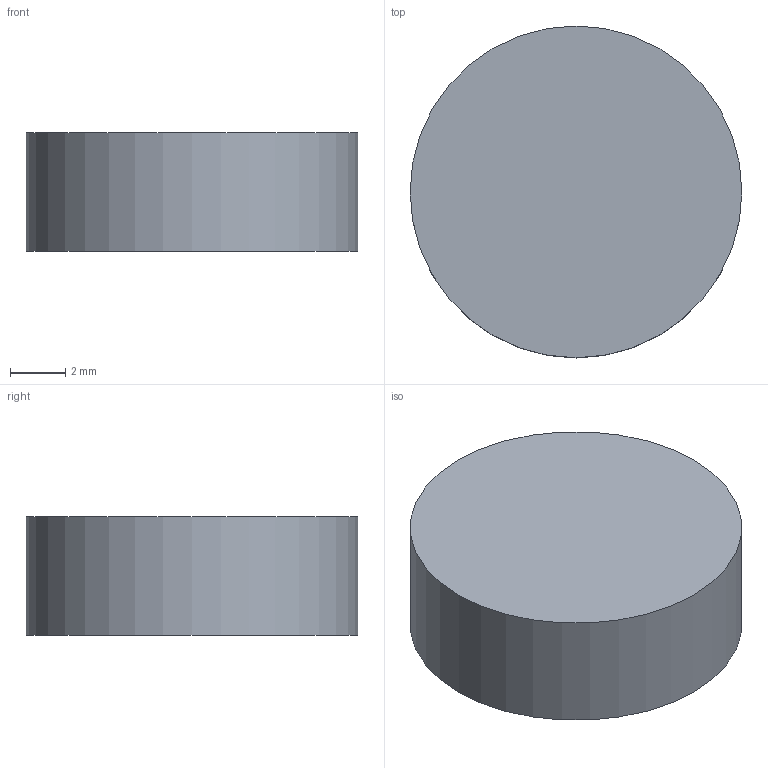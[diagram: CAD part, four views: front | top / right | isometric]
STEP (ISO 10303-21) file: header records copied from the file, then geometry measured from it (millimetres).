
FILE_DESCRIPTION(('HOOPS Exchange Step'),'2;1');
FILE_NAME('temp_export','2023-04-02T10:52:30-04:00',('CC2451'),('Shapr3D Limited'),'HOOPS Exchange 2021.2','Shapr3D','Authorized');
FILE_SCHEMA( ('AP203_CONFIGURATION_CONTROLLED_3D_DESIGN_OF_MECHANICAL_PARTS_AND_ASSEMBLIES_MIM_LF') );
Length unit declared in the file: millimetre
Products named in the file (2): Magnet_Bump.step; B1F2DC5C-31A5-4EDE-95AD-30EB1D5A1E3A.tmp
Assembly tree (1 placements, depth 2):
  B1F2DC5C-31A5-4EDE-95AD-30EB1D5A1E3A.tmp
    Magnet_Bump.step
Bounding box: 12 x 12 x 4.3 mm (x, y, z)
Volume: 387.1 mm3; surface area: 446 mm2
Topology: 1 solids, 1 shells, 6 faces, 9 edges, 6 vertices
Faces by surface type: plane 3, cylinder 2, cone 1
Full cylindrical faces by diameter (mm): 6.1 x1, 12 x1
Entity records: 182 total; most frequent: DIRECTION 31, CARTESIAN_POINT 23, ORIENTED_EDGE 18, AXIS2_PLACEMENT_3D 14, EDGE_CURVE 9, EDGE_LOOP 7, FACE_BOUND 7, VERTEX_POINT 6
